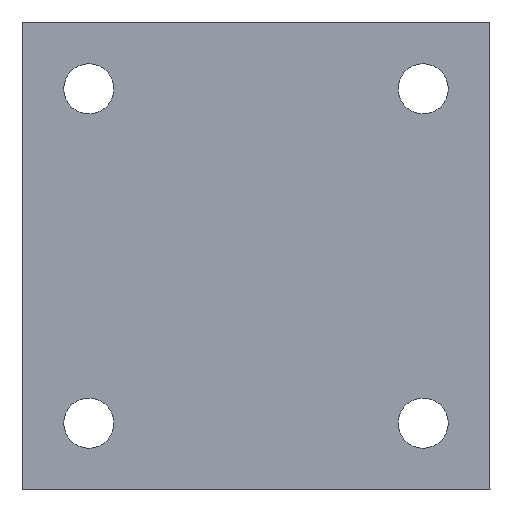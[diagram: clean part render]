
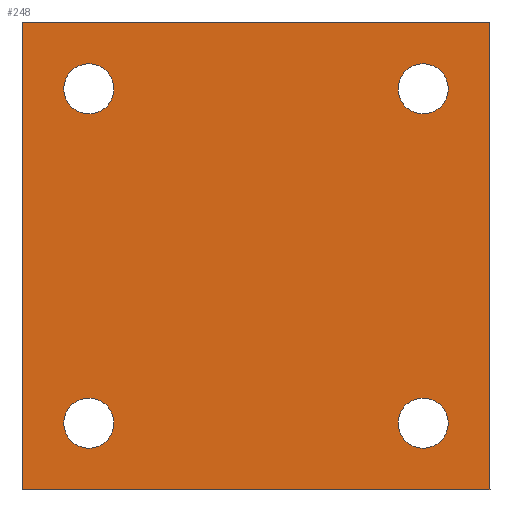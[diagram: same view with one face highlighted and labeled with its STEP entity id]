
A CAD part, front view. The second image highlights one B-rep face of the part: STEP entity #248.
In plain terms, the highlighted planar face has unit normal (0, -1, 0).
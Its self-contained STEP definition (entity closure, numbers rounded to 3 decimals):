
#21=FACE_BOUND('',#67,.T.);
#22=FACE_BOUND('',#68,.T.);
#23=FACE_BOUND('',#69,.T.);
#24=FACE_BOUND('',#70,.T.);
#32=PLANE('',#288);
#46=FACE_OUTER_BOUND('',#66,.T.);
#66=EDGE_LOOP('',(#221,#222,#223,#224));
#67=EDGE_LOOP('',(#225));
#68=EDGE_LOOP('',(#226));
#69=EDGE_LOOP('',(#227));
#70=EDGE_LOOP('',(#228));
#79=LINE('',#407,#97);
#82=LINE('',#413,#100);
#85=LINE('',#419,#103);
#88=LINE('',#423,#106);
#97=VECTOR('',#341,10.);
#100=VECTOR('',#346,10.);
#103=VECTOR('',#351,10.);
#106=VECTOR('',#356,10.);
#111=CIRCLE('',#272,1.5);
#113=CIRCLE('',#275,1.5);
#115=CIRCLE('',#278,1.5);
#117=CIRCLE('',#281,1.5);
#123=VERTEX_POINT('',#377);
#125=VERTEX_POINT('',#383);
#127=VERTEX_POINT('',#389);
#129=VERTEX_POINT('',#395);
#133=VERTEX_POINT('',#404);
#134=VERTEX_POINT('',#406);
#136=VERTEX_POINT('',#412);
#138=VERTEX_POINT('',#418);
#145=EDGE_CURVE('',#123,#123,#111,.T.);
#148=EDGE_CURVE('',#125,#125,#113,.T.);
#151=EDGE_CURVE('',#127,#127,#115,.T.);
#154=EDGE_CURVE('',#129,#129,#117,.T.);
#159=EDGE_CURVE('',#134,#133,#79,.T.);
#162=EDGE_CURVE('',#136,#134,#82,.T.);
#165=EDGE_CURVE('',#138,#136,#85,.T.);
#168=EDGE_CURVE('',#133,#138,#88,.T.);
#221=ORIENTED_EDGE('',*,*,#168,.T.);
#222=ORIENTED_EDGE('',*,*,#165,.T.);
#223=ORIENTED_EDGE('',*,*,#162,.T.);
#224=ORIENTED_EDGE('',*,*,#159,.T.);
#225=ORIENTED_EDGE('',*,*,#154,.T.);
#226=ORIENTED_EDGE('',*,*,#151,.T.);
#227=ORIENTED_EDGE('',*,*,#148,.T.);
#228=ORIENTED_EDGE('',*,*,#145,.T.);
#248=ADVANCED_FACE('',(#46,#21,#22,#23,#24),#32,.F.);
#272=AXIS2_PLACEMENT_3D('',#378,#311,#312);
#275=AXIS2_PLACEMENT_3D('',#384,#318,#319);
#278=AXIS2_PLACEMENT_3D('',#390,#325,#326);
#281=AXIS2_PLACEMENT_3D('',#396,#332,#333);
#288=AXIS2_PLACEMENT_3D('',#425,#359,#360);
#311=DIRECTION('center_axis',(0.,1.,0.));
#312=DIRECTION('ref_axis',(1.,0.,0.));
#318=DIRECTION('center_axis',(0.,1.,0.));
#319=DIRECTION('ref_axis',(1.,0.,0.));
#325=DIRECTION('center_axis',(0.,1.,0.));
#326=DIRECTION('ref_axis',(1.,0.,0.));
#332=DIRECTION('center_axis',(0.,1.,0.));
#333=DIRECTION('ref_axis',(1.,0.,0.));
#341=DIRECTION('',(0.,0.,1.));
#346=DIRECTION('',(1.,0.,0.));
#351=DIRECTION('',(0.,0.,-1.));
#356=DIRECTION('',(-1.,0.,0.));
#359=DIRECTION('center_axis',(0.,1.,0.));
#360=DIRECTION('ref_axis',(1.,0.,0.));
#377=CARTESIAN_POINT('',(-11.5,-38.,25.));
#378=CARTESIAN_POINT('Origin',(-10.,-38.,25.));
#383=CARTESIAN_POINT('',(8.5,-38.,45.));
#384=CARTESIAN_POINT('Origin',(10.,-38.,45.));
#389=CARTESIAN_POINT('',(-11.5,-38.,45.));
#390=CARTESIAN_POINT('Origin',(-10.,-38.,45.));
#395=CARTESIAN_POINT('',(8.5,-38.,25.));
#396=CARTESIAN_POINT('Origin',(10.,-38.,25.));
#404=CARTESIAN_POINT('',(14.,-38.,49.));
#406=CARTESIAN_POINT('',(14.,-38.,21.));
#407=CARTESIAN_POINT('',(14.,-38.,21.));
#412=CARTESIAN_POINT('',(-14.,-38.,21.));
#413=CARTESIAN_POINT('',(14.,-38.,21.));
#418=CARTESIAN_POINT('',(-14.,-38.,49.));
#419=CARTESIAN_POINT('',(-14.,-38.,49.));
#423=CARTESIAN_POINT('',(-14.,-38.,49.));
#425=CARTESIAN_POINT('Origin',(0.,-38.,35.));
